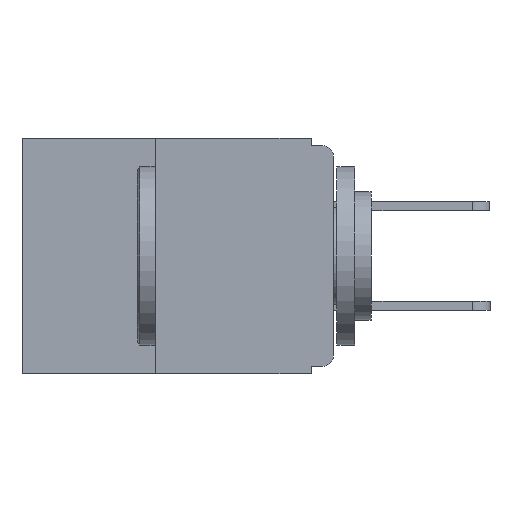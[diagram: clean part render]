
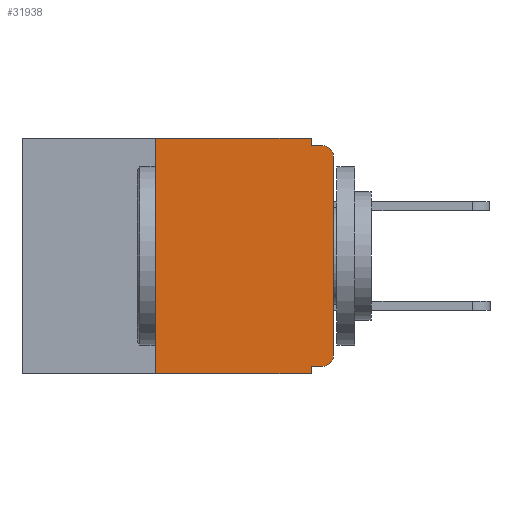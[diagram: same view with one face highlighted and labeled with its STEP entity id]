
A CAD part, left-side view. The second image highlights one B-rep face of the part: STEP entity #31938.
In plain terms, the highlighted planar face has unit normal (-1, 0, 0).
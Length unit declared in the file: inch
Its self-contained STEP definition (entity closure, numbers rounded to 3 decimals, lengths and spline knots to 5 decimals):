
#249 = ORIENTED_EDGE ( 'NONE', *, *, #3903, .F. ) ;
#389 = DIRECTION ( 'NONE',  ( 0., 0., -1. ) ) ;
#1009 = CARTESIAN_POINT ( 'NONE',  ( 0., 0.031, -0.01 ) ) ;
#1407 = ORIENTED_EDGE ( 'NONE', *, *, #6529, .F. ) ;
#1418 = EDGE_CURVE ( 'NONE', #23733, #17070, #8087, .T. ) ;
#1441 = DIRECTION ( 'NONE',  ( 0., 0., -1. ) ) ;
#1856 = ORIENTED_EDGE ( 'NONE', *, *, #10220, .T. ) ;
#1981 = ORIENTED_EDGE ( 'NONE', *, *, #33938, .F. ) ;
#2409 = ORIENTED_EDGE ( 'NONE', *, *, #18771, .F. ) ;
#2437 = ORIENTED_EDGE ( 'NONE', *, *, #27799, .T. ) ;
#3345 = CARTESIAN_POINT ( 'NONE',  ( 0., 0.031, -0.33 ) ) ;
#3676 = DIRECTION ( 'NONE',  ( 1., 0., 0. ) ) ;
#3903 = EDGE_CURVE ( 'NONE', #24320, #9342, #25171, .T. ) ;
#4212 = CARTESIAN_POINT ( 'NONE',  ( 0., 0.015, -0.025 ) ) ;
#5492 = LINE ( 'NONE', #20439, #26067 ) ;
#6386 = LINE ( 'NONE', #7841, #20711 ) ;
#6529 = EDGE_CURVE ( 'NONE', #32620, #24320, #19244, .T. ) ;
#6711 = CARTESIAN_POINT ( 'NONE',  ( 0., 0.25, -0.33 ) ) ;
#6752 = DIRECTION ( 'NONE',  ( 0., 0., 1. ) ) ;
#7003 = DIRECTION ( 'NONE',  ( 0., 0., -1. ) ) ;
#7083 = VERTEX_POINT ( 'NONE', #18178 ) ;
#7453 = DIRECTION ( 'NONE',  ( 0., 0., 1. ) ) ;
#7621 = VECTOR ( 'NONE', #389, 39.37008 ) ;
#7804 = DIRECTION ( 'NONE',  ( -1., 0., 0. ) ) ;
#7841 = CARTESIAN_POINT ( 'NONE',  ( 0., 0., -0.32 ) ) ;
#8087 = LINE ( 'NONE', #16437, #34578 ) ;
#8124 = EDGE_CURVE ( 'NONE', #18658, #7083, #31840, .T. ) ;
#8155 = CARTESIAN_POINT ( 'NONE',  ( 0., 0., 0. ) ) ;
#8970 = DIRECTION ( 'NONE',  ( 0., -1., 0. ) ) ;
#9342 = VERTEX_POINT ( 'NONE', #20799 ) ;
#9451 = AXIS2_PLACEMENT_3D ( 'NONE', #23871, #7804, #26550 ) ;
#10220 = EDGE_CURVE ( 'NONE', #32620, #29722, #10897, .T. ) ;
#10897 = LINE ( 'NONE', #25003, #25118 ) ;
#11176 = CIRCLE ( 'NONE', #9451, 0.015 ) ;
#11519 = VECTOR ( 'NONE', #7453, 39.37008 ) ;
#11520 = CARTESIAN_POINT ( 'NONE',  ( 0., 0.25, 0. ) ) ;
#11903 = VERTEX_POINT ( 'NONE', #21206 ) ;
#12075 = VECTOR ( 'NONE', #6752, 39.37008 ) ;
#14369 = EDGE_CURVE ( 'NONE', #9342, #23733, #14758, .T. ) ;
#14758 = LINE ( 'NONE', #29914, #7621 ) ;
#15154 = ORIENTED_EDGE ( 'NONE', *, *, #8124, .T. ) ;
#16437 = CARTESIAN_POINT ( 'NONE',  ( 0., 0., -0.01 ) ) ;
#17012 = DIRECTION ( 'NONE',  ( 0., -1., 0. ) ) ;
#17070 = VERTEX_POINT ( 'NONE', #26746 ) ;
#18178 = CARTESIAN_POINT ( 'NONE',  ( 0., 0., -0.025 ) ) ;
#18658 = VERTEX_POINT ( 'NONE', #25817 ) ;
#18771 = EDGE_CURVE ( 'NONE', #11903, #30773, #6386, .T. ) ;
#19244 = LINE ( 'NONE', #6711, #12075 ) ;
#19915 = CARTESIAN_POINT ( 'NONE',  ( 0., 0.437, 0. ) ) ;
#20439 = CARTESIAN_POINT ( 'NONE',  ( 0., 0.031, -0.33 ) ) ;
#20585 = ORIENTED_EDGE ( 'NONE', *, *, #25319, .T. ) ;
#20626 = VECTOR ( 'NONE', #22866, 39.37008 ) ;
#20680 = ORIENTED_EDGE ( 'NONE', *, *, #1418, .F. ) ;
#20711 = VECTOR ( 'NONE', #23904, 39.37008 ) ;
#20799 = CARTESIAN_POINT ( 'NONE',  ( 0., 0.031, 0. ) ) ;
#21206 = CARTESIAN_POINT ( 'NONE',  ( 0., 0.015, -0.32 ) ) ;
#21307 = EDGE_LOOP ( 'NONE', ( #15154, #20585, #20680, #28838, #249, #1407, #1856, #1981, #2409, #2437 ) ) ;
#22576 = DIRECTION ( 'NONE',  ( 0., 0., -1. ) ) ;
#22637 = FACE_OUTER_BOUND ( 'NONE', #21307, .T. ) ;
#22641 = CARTESIAN_POINT ( 'NONE',  ( 0., 0.25, -0.33 ) ) ;
#22821 = CARTESIAN_POINT ( 'NONE',  ( 0., 0.437, 0. ) ) ;
#22866 = DIRECTION ( 'NONE',  ( 0., -1., 0. ) ) ;
#23075 = DIRECTION ( 'NONE',  ( -1., 0., 0. ) ) ;
#23733 = VERTEX_POINT ( 'NONE', #1009 ) ;
#23871 = CARTESIAN_POINT ( 'NONE',  ( 0., 0.015, -0.305 ) ) ;
#23904 = DIRECTION ( 'NONE',  ( 0., 1., 0. ) ) ;
#24320 = VERTEX_POINT ( 'NONE', #11520 ) ;
#24554 = AXIS2_PLACEMENT_3D ( 'NONE', #19915, #3676, #22576 ) ;
#24969 = CARTESIAN_POINT ( 'NONE',  ( 0., 0.031, -0.32 ) ) ;
#25003 = CARTESIAN_POINT ( 'NONE',  ( 0., 0.437, -0.33 ) ) ;
#25118 = VECTOR ( 'NONE', #8970, 39.37008 ) ;
#25171 = LINE ( 'NONE', #22821, #20626 ) ;
#25319 = EDGE_CURVE ( 'NONE', #7083, #17070, #31669, .T. ) ;
#25817 = CARTESIAN_POINT ( 'NONE',  ( 0., 0., -0.305 ) ) ;
#26067 = VECTOR ( 'NONE', #1441, 39.37008 ) ;
#26550 = DIRECTION ( 'NONE',  ( 0., 0., -1. ) ) ;
#26746 = CARTESIAN_POINT ( 'NONE',  ( 0., 0.015, -0.01 ) ) ;
#27494 = AXIS2_PLACEMENT_3D ( 'NONE', #4212, #23075, #7003 ) ;
#27799 = EDGE_CURVE ( 'NONE', #11903, #18658, #11176, .T. ) ;
#28838 = ORIENTED_EDGE ( 'NONE', *, *, #14369, .F. ) ;
#29722 = VERTEX_POINT ( 'NONE', #3345 ) ;
#29914 = CARTESIAN_POINT ( 'NONE',  ( 0., 0.031, 0. ) ) ;
#30365 = PLANE ( 'NONE',  #24554 ) ;
#30773 = VERTEX_POINT ( 'NONE', #24969 ) ;
#31669 = CIRCLE ( 'NONE', #27494, 0.015 ) ;
#31840 = LINE ( 'NONE', #8155, #11519 ) ;
#31938 = ADVANCED_FACE ( 'NONE', ( #22637 ), #30365, .F. ) ;
#32620 = VERTEX_POINT ( 'NONE', #22641 ) ;
#33938 = EDGE_CURVE ( 'NONE', #30773, #29722, #5492, .T. ) ;
#34578 = VECTOR ( 'NONE', #17012, 39.37008 ) ;
